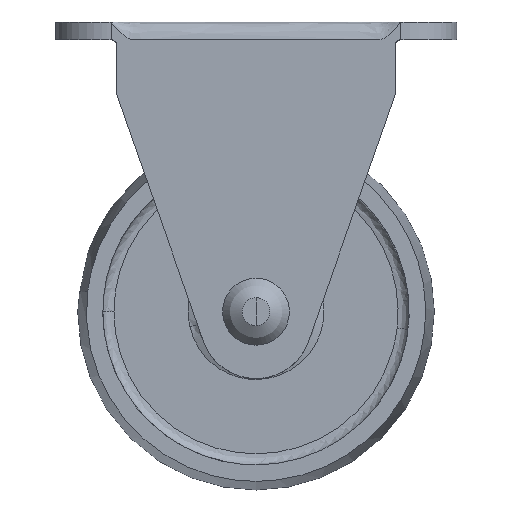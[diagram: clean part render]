
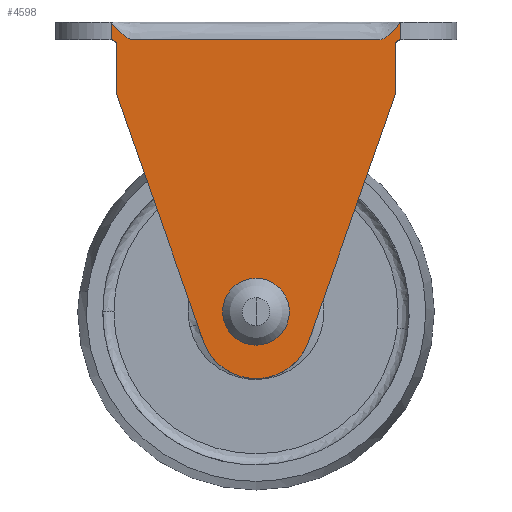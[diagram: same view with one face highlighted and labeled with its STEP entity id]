
A CAD part, front view. The second image highlights one B-rep face of the part: STEP entity #4598.
In plain terms, the highlighted free-form (B-spline) face has degree [1, 1] with [2, 2] control points.
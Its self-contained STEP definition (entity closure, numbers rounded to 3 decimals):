
#2652=CARTESIAN_POINT('',(-2.381,-10.,-0.298));
#2653=VERTEX_POINT('',#2652);
#2659=CARTESIAN_POINT('',(0.0,-10.,-2.4));
#2660=VERTEX_POINT('',#2659);
#2661=CARTESIAN_POINT('',(-2.381,-10.,-0.298));
#2662=CARTESIAN_POINT('',(-2.118,-10.,-2.4));
#2663=CARTESIAN_POINT('',(0.0,-10.,-2.4));
#2671=(BOUNDED_CURVE()B_SPLINE_CURVE(2,(#2661,#2662,#2663),.UNSPECIFIED.,.F.,.U.)B_SPLINE_CURVE_WITH_KNOTS((3,3),(0.271,0.5),.UNSPECIFIED.)CURVE()GEOMETRIC_REPRESENTATION_ITEM()RATIONAL_B_SPLINE_CURVE((0.954,0.732,1.0))REPRESENTATION_ITEM(''));
#2672=EDGE_CURVE('',#2653,#2660,#2671,.T.);
#2674=CARTESIAN_POINT('',(2.4,-10.,0.021));
#2675=VERTEX_POINT('',#2674);
#2676=CARTESIAN_POINT('',(0.0,-10.,-2.4));
#2677=CARTESIAN_POINT('',(2.4,-10.,-2.4));
#2678=CARTESIAN_POINT('',(2.4,-10.,0.0));
#2679=CARTESIAN_POINT('',(2.4,-10.,0.01));
#2680=CARTESIAN_POINT('',(2.4,-10.,0.021));
#2688=(BOUNDED_CURVE()B_SPLINE_CURVE(2,(#2676,#2677,#2678,#2679,#2680),.UNSPECIFIED.,.F.,.U.)B_SPLINE_CURVE_WITH_KNOTS((3,2,3),(0.5,0.75,0.752),.UNSPECIFIED.)CURVE()GEOMETRIC_REPRESENTATION_ITEM()RATIONAL_B_SPLINE_CURVE((1.0,0.707,1.0,0.998,0.996))REPRESENTATION_ITEM(''));
#2689=EDGE_CURVE('',#2660,#2675,#2688,.T.);
#2769=CARTESIAN_POINT('',(0.0,-10.,2.4));
#2770=VERTEX_POINT('',#2769);
#2771=CARTESIAN_POINT('',(2.4,-10.,0.021));
#2772=CARTESIAN_POINT('',(2.379,-10.,2.4));
#2773=CARTESIAN_POINT('',(0.0,-10.,2.4));
#2781=(BOUNDED_CURVE()B_SPLINE_CURVE(2,(#2771,#2772,#2773),.UNSPECIFIED.,.F.,.U.)B_SPLINE_CURVE_WITH_KNOTS((3,3),(0.752,1.0),.UNSPECIFIED.)CURVE()GEOMETRIC_REPRESENTATION_ITEM()RATIONAL_B_SPLINE_CURVE((0.996,0.709,1.0))REPRESENTATION_ITEM(''));
#2782=EDGE_CURVE('',#2675,#2770,#2781,.T.);
#2784=CARTESIAN_POINT('',(0.0,-10.,2.4));
#2785=CARTESIAN_POINT('',(-2.4,-10.,2.4));
#2786=CARTESIAN_POINT('',(-2.4,-10.,0.0));
#2787=CARTESIAN_POINT('',(-2.4,-10.,-0.15));
#2788=CARTESIAN_POINT('',(-2.381,-10.,-0.298));
#2796=(BOUNDED_CURVE()B_SPLINE_CURVE(2,(#2784,#2785,#2786,#2787,#2788),.UNSPECIFIED.,.F.,.U.)B_SPLINE_CURVE_WITH_KNOTS((3,2,3),(0.0,0.25,0.271),.UNSPECIFIED.)CURVE()GEOMETRIC_REPRESENTATION_ITEM()RATIONAL_B_SPLINE_CURVE((1.0,0.707,1.0,0.975,0.954))REPRESENTATION_ITEM(''));
#2797=EDGE_CURVE('',#2770,#2653,#2796,.T.);
#3221=CARTESIAN_POINT('',(-13.,-10.,26.0));
#3222=VERTEX_POINT('',#3221);
#3223=CARTESIAN_POINT('',(13.0,-10.0,26.0));
#3224=VERTEX_POINT('',#3223);
#3238=CARTESIAN_POINT('',(13.0,-10.0,26.0));
#3239=CARTESIAN_POINT('',(12.333,-10.0,25.2));
#3240=CARTESIAN_POINT('',(11.667,-10.0,24.4));
#3241=CARTESIAN_POINT('',(11.,-10.0,24.4));
#3242=CARTESIAN_POINT('',(3.667,-10.0,24.4));
#3243=CARTESIAN_POINT('',(-3.667,-10.0,24.4));
#3244=CARTESIAN_POINT('',(-11.,-10.0,24.4));
#3245=CARTESIAN_POINT('',(-11.667,-10.0,24.4));
#3246=CARTESIAN_POINT('',(-12.333,-10.0,25.2));
#3247=CARTESIAN_POINT('',(-13.,-10.,26.0));
#3248=B_SPLINE_CURVE_WITH_KNOTS('',3,(#3238,#3239,#3240,#3241,#3242,#3243,#3244,#3245,#3246,#3247),.UNSPECIFIED.,.F.,.U.,(4,3,3,4),(0.0,0.077,0.923,1.0),.UNSPECIFIED.);
#3249=EDGE_CURVE('',#3224,#3222,#3248,.T.);
#3356=CARTESIAN_POINT('',(-13.,-10.,24.4));
#3357=VERTEX_POINT('',#3356);
#3383=CARTESIAN_POINT('',(-12.5,-10.0,23.9));
#3384=VERTEX_POINT('',#3383);
#3392=CARTESIAN_POINT('',(-13.,-10.,24.4));
#3393=CARTESIAN_POINT('',(-12.5,-10.,24.4));
#3394=CARTESIAN_POINT('',(-12.5,-10.0,23.9));
#3402=(BOUNDED_CURVE()B_SPLINE_CURVE(2,(#3392,#3393,#3394),.UNSPECIFIED.,.F.,.U.)CURVE()GEOMETRIC_REPRESENTATION_ITEM()QUASI_UNIFORM_CURVE()RATIONAL_B_SPLINE_CURVE((1.0,0.707,1.0))REPRESENTATION_ITEM(''));
#3403=EDGE_CURVE('',#3357,#3384,#3402,.T.);
#3502=CARTESIAN_POINT('',(12.5,-10.0,23.9));
#3503=VERTEX_POINT('',#3502);
#3504=CARTESIAN_POINT('',(13.0,-10.0,24.4));
#3505=VERTEX_POINT('',#3504);
#3506=CARTESIAN_POINT('',(12.5,-10.,23.9));
#3507=CARTESIAN_POINT('',(12.5,-10.,24.4));
#3508=CARTESIAN_POINT('',(13.0,-10.0,24.4));
#3516=(BOUNDED_CURVE()B_SPLINE_CURVE(2,(#3506,#3507,#3508),.UNSPECIFIED.,.F.,.U.)CURVE()GEOMETRIC_REPRESENTATION_ITEM()QUASI_UNIFORM_CURVE()RATIONAL_B_SPLINE_CURVE((1.0,0.707,1.0))REPRESENTATION_ITEM(''));
#3517=EDGE_CURVE('',#3503,#3505,#3516,.T.);
#4026=CARTESIAN_POINT('',(12.5,-10.,19.5));
#4027=VERTEX_POINT('',#4026);
#4033=CARTESIAN_POINT('',(4.717,-10.,-2.657));
#4034=VERTEX_POINT('',#4033);
#4035=CARTESIAN_POINT('',(12.5,-10.,19.5));
#4036=CARTESIAN_POINT('',(4.717,-10.,-2.657));
#4037=QUASI_UNIFORM_CURVE('',1,(#4035,#4036),.UNSPECIFIED.,.F.,.U.);
#4038=EDGE_CURVE('',#4027,#4034,#4037,.T.);
#4067=CARTESIAN_POINT('',(-4.717,-10.,-2.657));
#4068=VERTEX_POINT('',#4067);
#4069=CARTESIAN_POINT('',(-4.717,-10.,-2.657));
#4070=CARTESIAN_POINT('',(-3.543,-10.,-6.));
#4071=CARTESIAN_POINT('',(0.,-10.,-6.));
#4072=CARTESIAN_POINT('',(3.543,-10.,-6.));
#4073=CARTESIAN_POINT('',(4.717,-10.,-2.657));
#4081=(BOUNDED_CURVE()B_SPLINE_CURVE(2,(#4069,#4070,#4071,#4072,#4073),.UNSPECIFIED.,.F.,.U.)B_SPLINE_CURVE_WITH_KNOTS((3,2,3),(0.0,0.5,1.0),.UNSPECIFIED.)CURVE()GEOMETRIC_REPRESENTATION_ITEM()RATIONAL_B_SPLINE_CURVE((1.0,0.816,1.0,0.816,1.0))REPRESENTATION_ITEM(''));
#4082=EDGE_CURVE('',#4068,#4034,#4081,.T.);
#4122=CARTESIAN_POINT('',(-12.5,-10.,19.5));
#4123=VERTEX_POINT('',#4122);
#4124=CARTESIAN_POINT('',(-4.717,-10.,-2.657));
#4125=CARTESIAN_POINT('',(-12.5,-10.,19.5));
#4126=QUASI_UNIFORM_CURVE('',1,(#4124,#4125),.UNSPECIFIED.,.F.,.U.);
#4127=EDGE_CURVE('',#4068,#4123,#4126,.T.);
#4177=CARTESIAN_POINT('',(12.5,-10.,19.5));
#4178=CARTESIAN_POINT('',(12.5,-10.0,23.9));
#4179=QUASI_UNIFORM_CURVE('',1,(#4177,#4178),.UNSPECIFIED.,.F.,.U.);
#4180=EDGE_CURVE('',#4027,#3503,#4179,.T.);
#4191=CARTESIAN_POINT('',(-12.5,-10.,19.5));
#4192=CARTESIAN_POINT('',(-12.5,-10.0,23.9));
#4193=QUASI_UNIFORM_CURVE('',1,(#4191,#4192),.UNSPECIFIED.,.F.,.U.);
#4194=EDGE_CURVE('',#4123,#3384,#4193,.T.);
#4561=CARTESIAN_POINT('',(13.0,-10.0,24.4));
#4562=CARTESIAN_POINT('',(13.0,-10.0,26.0));
#4563=QUASI_UNIFORM_CURVE('',1,(#4561,#4562),.UNSPECIFIED.,.F.,.U.);
#4564=EDGE_CURVE('',#3505,#3224,#4563,.T.);
#4571=CARTESIAN_POINT('',(-14.299,-10.0,27.598));
#4572=CARTESIAN_POINT('',(-14.299,-10.0,-7.598));
#4573=CARTESIAN_POINT('',(14.299,-10.0,27.598));
#4574=CARTESIAN_POINT('',(14.299,-10.0,-7.598));
#4575=B_SPLINE_SURFACE_WITH_KNOTS('',1,1,((#4571,#4573),(#4572,#4574)),.UNSPECIFIED.,.F.,.F.,.U.,(2,2),(2,2),(0.0,35.197),(0.0,28.597),.UNSPECIFIED.);
#4576=ORIENTED_EDGE('',*,*,#4564,.T.);
#4577=ORIENTED_EDGE('',*,*,#3249,.T.);
#4578=CARTESIAN_POINT('',(-13.,-10.,24.4));
#4579=CARTESIAN_POINT('',(-13.,-10.,26.0));
#4580=QUASI_UNIFORM_CURVE('',1,(#4578,#4579),.UNSPECIFIED.,.F.,.U.);
#4581=EDGE_CURVE('',#3357,#3222,#4580,.T.);
#4582=ORIENTED_EDGE('',*,*,#4581,.F.);
#4583=ORIENTED_EDGE('',*,*,#3403,.T.);
#4584=ORIENTED_EDGE('',*,*,#4194,.F.);
#4585=ORIENTED_EDGE('',*,*,#4127,.F.);
#4586=ORIENTED_EDGE('',*,*,#4082,.T.);
#4587=ORIENTED_EDGE('',*,*,#4038,.F.);
#4588=ORIENTED_EDGE('',*,*,#4180,.T.);
#4589=ORIENTED_EDGE('',*,*,#3517,.T.);
#4590=EDGE_LOOP('',(#4576,#4577,#4582,#4583,#4584,#4585,#4586,#4587,#4588,#4589));
#4591=FACE_OUTER_BOUND('',#4590,.T.);
#4592=ORIENTED_EDGE('',*,*,#2689,.F.);
#4593=ORIENTED_EDGE('',*,*,#2672,.F.);
#4594=ORIENTED_EDGE('',*,*,#2797,.F.);
#4595=ORIENTED_EDGE('',*,*,#2782,.F.);
#4596=EDGE_LOOP('',(#4592,#4593,#4594,#4595));
#4597=FACE_BOUND('',#4596,.T.);
#4598=ADVANCED_FACE('',(#4591,#4597),#4575,.T.);
